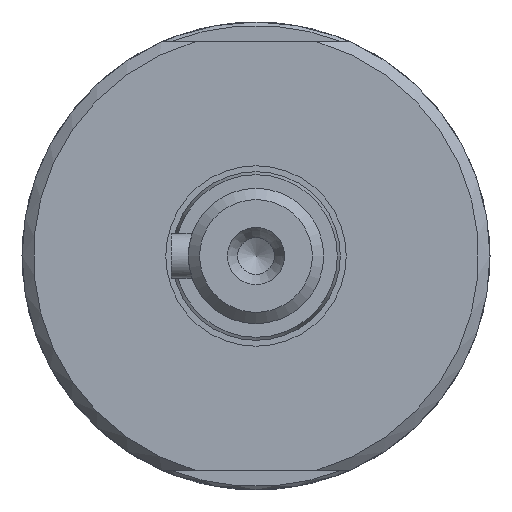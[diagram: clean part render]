
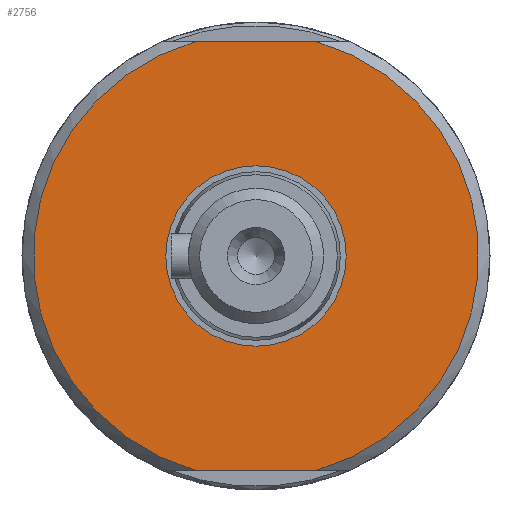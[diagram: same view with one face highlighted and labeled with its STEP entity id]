
A CAD part, left-side view. The second image highlights one B-rep face of the part: STEP entity #2756.
In plain terms, the highlighted planar face has unit normal (-1, 0, 0).
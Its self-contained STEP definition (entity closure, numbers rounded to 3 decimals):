
#237=LINE('',#4026,#473);
#238=LINE('',#4028,#474);
#473=VECTOR('',#3256,10.);
#474=VECTOR('',#3257,10.);
#736=FACE_BOUND('',#923,.T.);
#763=FACE_OUTER_BOUND('',#922,.T.);
#922=EDGE_LOOP('',(#1894,#1895,#1896,#1897));
#923=EDGE_LOOP('',(#1898,#1899));
#1103=CIRCLE('',#2952,19.75);
#1104=CIRCLE('',#2954,19.75);
#1105=CIRCLE('',#2955,8.);
#1106=CIRCLE('',#2956,8.);
#1220=VERTEX_POINT('',#4012);
#1223=VERTEX_POINT('',#4019);
#1224=VERTEX_POINT('',#4025);
#1225=VERTEX_POINT('',#4027);
#1226=VERTEX_POINT('',#4030);
#1227=VERTEX_POINT('',#4031);
#1487=EDGE_CURVE('',#1223,#1220,#1103,.T.);
#1488=EDGE_CURVE('',#1224,#1220,#237,.T.);
#1489=EDGE_CURVE('',#1223,#1225,#238,.T.);
#1490=EDGE_CURVE('',#1224,#1225,#1104,.T.);
#1491=EDGE_CURVE('',#1226,#1227,#1105,.T.);
#1492=EDGE_CURVE('',#1227,#1226,#1106,.T.);
#1894=ORIENTED_EDGE('',*,*,#1488,.T.);
#1895=ORIENTED_EDGE('',*,*,#1487,.F.);
#1896=ORIENTED_EDGE('',*,*,#1489,.T.);
#1897=ORIENTED_EDGE('',*,*,#1490,.F.);
#1898=ORIENTED_EDGE('',*,*,#1491,.T.);
#1899=ORIENTED_EDGE('',*,*,#1492,.T.);
#2656=PLANE('',#2953);
#2756=ADVANCED_FACE('',(#763,#736),#2656,.T.);
#2952=AXIS2_PLACEMENT_3D('',#4023,#3252,#3253);
#2953=AXIS2_PLACEMENT_3D('',#4024,#3254,#3255);
#2954=AXIS2_PLACEMENT_3D('',#4029,#3258,#3259);
#2955=AXIS2_PLACEMENT_3D('',#4032,#3260,#3261);
#2956=AXIS2_PLACEMENT_3D('',#4033,#3262,#3263);
#3252=DIRECTION('center_axis',(1.,0.,0.));
#3253=DIRECTION('ref_axis',(0.,1.,0.));
#3254=DIRECTION('center_axis',(-1.,0.,0.));
#3255=DIRECTION('ref_axis',(0.,0.,
1.));
#3256=DIRECTION('',(0.,-1.,0.));
#3257=DIRECTION('',(0.,1.,0.));
#3258=DIRECTION('center_axis',(1.,0.,0.));
#3259=DIRECTION('ref_axis',(0.,1.,0.));
#3260=DIRECTION('center_axis',(1.,0.,0.));
#3261=DIRECTION('ref_axis',(0.,1.,0.));
#3262=DIRECTION('center_axis',(1.,0.,0.));
#3263=DIRECTION('ref_axis',(0.,1.,0.));
#4012=CARTESIAN_POINT('',(-117.7,-5.391,-19.));
#4019=CARTESIAN_POINT('',(-117.7,-5.391,19.));
#4023=CARTESIAN_POINT('Origin',(-117.7,0.,0.));
#4024=CARTESIAN_POINT('Origin',(-117.7,13.875,0.));
#4025=CARTESIAN_POINT('',(-117.7,5.391,-19.));
#4026=CARTESIAN_POINT('',(-117.7,1.392,-19.));
#4027=CARTESIAN_POINT('',(-117.7,5.391,19.));
#4028=CARTESIAN_POINT('',(-117.7,12.483,19.));
#4029=CARTESIAN_POINT('Origin',(-117.7,0.,0.));
#4030=CARTESIAN_POINT('',(-117.7,8.,0.));
#4031=CARTESIAN_POINT('',(-117.7,-8.,0.));
#4032=CARTESIAN_POINT('Origin',(-117.7,0.,0.));
#4033=CARTESIAN_POINT('Origin',(-117.7,0.,0.));
